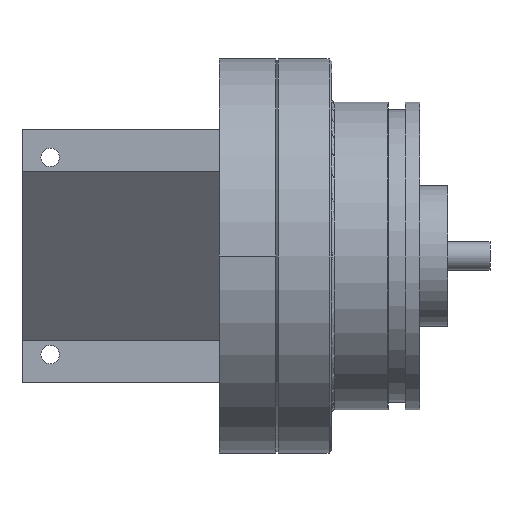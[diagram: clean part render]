
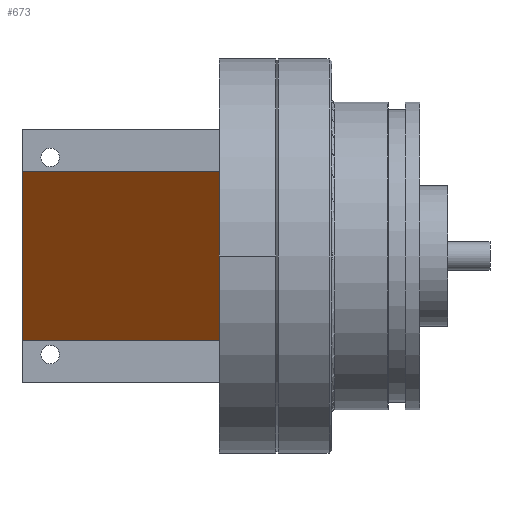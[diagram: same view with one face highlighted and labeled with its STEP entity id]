
A CAD part, front view. The second image highlights one B-rep face of the part: STEP entity #673.
In plain terms, the highlighted planar face has unit normal (-0.753, -0.658, 0).
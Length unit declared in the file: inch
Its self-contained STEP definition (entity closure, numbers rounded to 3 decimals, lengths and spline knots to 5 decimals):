
#195 = LINE ( 'NONE', #232, #1572 ) ;
#205 = DIRECTION ( 'NONE',  ( 0., 0., 1. ) ) ;
#232 = CARTESIAN_POINT ( 'NONE',  ( -2.16628, 3.14961, 0. ) ) ;
#283 = EDGE_CURVE ( 'NONE', #1377, #1870, #1466, .T. ) ;
#291 = VECTOR ( 'NONE', #649, 39.37008 ) ;
#308 = EDGE_CURVE ( 'NONE', #2075, #1964, #1684, .T. ) ;
#352 = VECTOR ( 'NONE', #1886, 39.37008 ) ;
#474 = EDGE_CURVE ( 'NONE', #2075, #1377, #1350, .T. ) ;
#565 = ORIENTED_EDGE ( 'NONE', *, *, #474, .F. ) ;
#649 = DIRECTION ( 'NONE',  ( -0.659, 0.753, 0. ) ) ;
#673 = ADVANCED_FACE ( 'NONE', ( #2113 ), #1241, .T. ) ;
#761 = CARTESIAN_POINT ( 'NONE',  ( 0.58963, 0., -1.1811 ) ) ;
#803 = VECTOR ( 'NONE', #2033, 39.37008 ) ;
#825 = CARTESIAN_POINT ( 'NONE',  ( -0.78833, 1.5748, 1.1811 ) ) ;
#926 = ORIENTED_EDGE ( 'NONE', *, *, #308, .T. ) ;
#1113 = AXIS2_PLACEMENT_3D ( 'NONE', #1937, #2103, #1782 ) ;
#1241 = PLANE ( 'NONE',  #1113 ) ;
#1260 = CARTESIAN_POINT ( 'NONE',  ( -2.16628, 3.14961, -1.1811 ) ) ;
#1350 = LINE ( 'NONE', #2059, #352 ) ;
#1377 = VERTEX_POINT ( 'NONE', #761 ) ;
#1406 = EDGE_LOOP ( 'NONE', ( #565, #926, #1745, #1418 ) ) ;
#1418 = ORIENTED_EDGE ( 'NONE', *, *, #283, .F. ) ;
#1456 = CARTESIAN_POINT ( 'NONE',  ( -0.78833, 1.5748, -1.1811 ) ) ;
#1466 = LINE ( 'NONE', #1456, #291 ) ;
#1572 = VECTOR ( 'NONE', #205, 39.37008 ) ;
#1642 = CARTESIAN_POINT ( 'NONE',  ( -2.16628, 3.14961, 1.1811 ) ) ;
#1670 = CARTESIAN_POINT ( 'NONE',  ( 0.58963, 0., 1.1811 ) ) ;
#1684 = LINE ( 'NONE', #825, #803 ) ;
#1745 = ORIENTED_EDGE ( 'NONE', *, *, #2090, .F. ) ;
#1782 = DIRECTION ( 'NONE',  ( -0.659, 0.753, 0. ) ) ;
#1870 = VERTEX_POINT ( 'NONE', #1260 ) ;
#1886 = DIRECTION ( 'NONE',  ( 0., 0., -1. ) ) ;
#1937 = CARTESIAN_POINT ( 'NONE',  ( 0.58963, 0., 0. ) ) ;
#1964 = VERTEX_POINT ( 'NONE', #1642 ) ;
#2033 = DIRECTION ( 'NONE',  ( -0.659, 0.753, 0. ) ) ;
#2059 = CARTESIAN_POINT ( 'NONE',  ( 0.58963, 0., 0. ) ) ;
#2075 = VERTEX_POINT ( 'NONE', #1670 ) ;
#2090 = EDGE_CURVE ( 'NONE', #1870, #1964, #195, .T. ) ;
#2103 = DIRECTION ( 'NONE',  ( -0.753, -0.659, 0. ) ) ;
#2113 = FACE_OUTER_BOUND ( 'NONE', #1406, .T. ) ;
